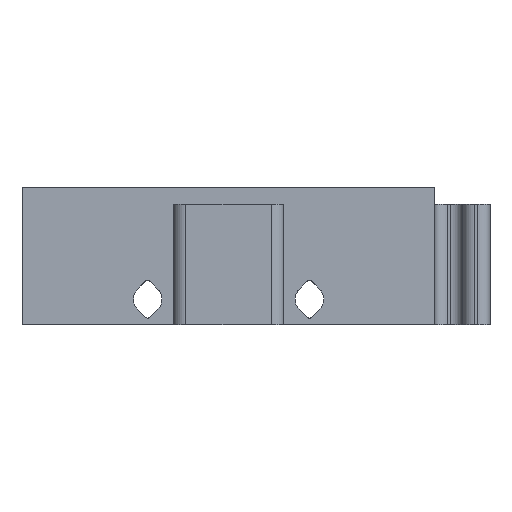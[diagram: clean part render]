
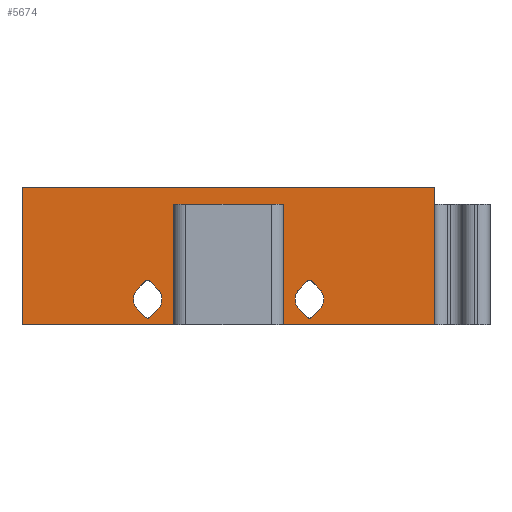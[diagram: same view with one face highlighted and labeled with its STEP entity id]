
A CAD part, left-side view. The second image highlights one B-rep face of the part: STEP entity #5674.
In plain terms, the highlighted planar face has unit normal (-1, 0, 0).
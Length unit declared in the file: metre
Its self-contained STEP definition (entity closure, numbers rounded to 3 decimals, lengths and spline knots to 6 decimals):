
#221=CIRCLE('',#6007,0.002075);
#222=CIRCLE('',#6008,0.0004);
#223=CIRCLE('',#6009,0.002075);
#224=CIRCLE('',#6010,0.0004);
#225=CIRCLE('',#6011,0.002075);
#226=CIRCLE('',#6012,0.0004);
#227=CIRCLE('',#6013,0.002075);
#228=CIRCLE('',#6014,0.0004);
#550=ORIENTED_EDGE('',*,*,#2338,.F.);
#551=ORIENTED_EDGE('',*,*,#2339,.T.);
#552=ORIENTED_EDGE('',*,*,#2340,.F.);
#553=ORIENTED_EDGE('',*,*,#2341,.T.);
#554=ORIENTED_EDGE('',*,*,#2342,.T.);
#555=ORIENTED_EDGE('',*,*,#2343,.T.);
#556=ORIENTED_EDGE('',*,*,#2344,.T.);
#557=ORIENTED_EDGE('',*,*,#2345,.T.);
#558=ORIENTED_EDGE('',*,*,#2287,.F.);
#559=ORIENTED_EDGE('',*,*,#2346,.T.);
#560=ORIENTED_EDGE('',*,*,#2347,.T.);
#561=ORIENTED_EDGE('',*,*,#2348,.F.);
#562=ORIENTED_EDGE('',*,*,#2349,.F.);
#563=ORIENTED_EDGE('',*,*,#2350,.T.);
#564=ORIENTED_EDGE('',*,*,#2351,.T.);
#565=ORIENTED_EDGE('',*,*,#2352,.T.);
#566=ORIENTED_EDGE('',*,*,#2353,.F.);
#567=ORIENTED_EDGE('',*,*,#2354,.T.);
#568=ORIENTED_EDGE('',*,*,#2355,.F.);
#569=ORIENTED_EDGE('',*,*,#2356,.F.);
#570=ORIENTED_EDGE('',*,*,#2357,.F.);
#571=ORIENTED_EDGE('',*,*,#2358,.F.);
#572=ORIENTED_EDGE('',*,*,#2359,.F.);
#573=ORIENTED_EDGE('',*,*,#2360,.T.);
#2287=EDGE_CURVE('',#3180,#3182,#3779,.F.);
#2338=EDGE_CURVE('',#3232,#3233,#3806,.T.);
#2339=EDGE_CURVE('',#3232,#3234,#221,.T.);
#2340=EDGE_CURVE('',#3235,#3234,#3807,.T.);
#2341=EDGE_CURVE('',#3235,#3236,#222,.T.);
#2342=EDGE_CURVE('',#3236,#3237,#3808,.T.);
#2343=EDGE_CURVE('',#3237,#3238,#223,.T.);
#2344=EDGE_CURVE('',#3238,#3239,#3809,.T.);
#2345=EDGE_CURVE('',#3239,#3233,#224,.T.);
#2346=EDGE_CURVE('',#3180,#3240,#3810,.T.);
#2347=EDGE_CURVE('',#3240,#3241,#3811,.F.);
#2348=EDGE_CURVE('',#3242,#3241,#3812,.T.);
#2349=EDGE_CURVE('',#3243,#3242,#3813,.T.);
#2350=EDGE_CURVE('',#3243,#3244,#3814,.F.);
#2351=EDGE_CURVE('',#3244,#3245,#3815,.F.);
#2352=EDGE_CURVE('',#3245,#3182,#3816,.T.);
#2353=EDGE_CURVE('',#3246,#3247,#225,.F.);
#2354=EDGE_CURVE('',#3246,#3248,#3817,.T.);
#2355=EDGE_CURVE('',#3249,#3248,#226,.F.);
#2356=EDGE_CURVE('',#3250,#3249,#3818,.T.);
#2357=EDGE_CURVE('',#3251,#3250,#227,.F.);
#2358=EDGE_CURVE('',#3252,#3251,#3819,.T.);
#2359=EDGE_CURVE('',#3253,#3252,#228,.F.);
#2360=EDGE_CURVE('',#3253,#3247,#3820,.T.);
#3180=VERTEX_POINT('',#7824);
#3182=VERTEX_POINT('',#7827);
#3232=VERTEX_POINT('',#7975);
#3233=VERTEX_POINT('',#7976);
#3234=VERTEX_POINT('',#7978);
#3235=VERTEX_POINT('',#7980);
#3236=VERTEX_POINT('',#7982);
#3237=VERTEX_POINT('',#7984);
#3238=VERTEX_POINT('',#7986);
#3239=VERTEX_POINT('',#7988);
#3240=VERTEX_POINT('',#7991);
#3241=VERTEX_POINT('',#7993);
#3242=VERTEX_POINT('',#7995);
#3243=VERTEX_POINT('',#7997);
#3244=VERTEX_POINT('',#7999);
#3245=VERTEX_POINT('',#8001);
#3246=VERTEX_POINT('',#8004);
#3247=VERTEX_POINT('',#8005);
#3248=VERTEX_POINT('',#8007);
#3249=VERTEX_POINT('',#8009);
#3250=VERTEX_POINT('',#8011);
#3251=VERTEX_POINT('',#8013);
#3252=VERTEX_POINT('',#8015);
#3253=VERTEX_POINT('',#8017);
#3779=LINE('',#7826,#4331);
#3806=LINE('',#7974,#4358);
#3807=LINE('',#7979,#4359);
#3808=LINE('',#7983,#4360);
#3809=LINE('',#7987,#4361);
#3810=LINE('',#7990,#4362);
#3811=LINE('',#7992,#4363);
#3812=LINE('',#7994,#4364);
#3813=LINE('',#7996,#4365);
#3814=LINE('',#7998,#4366);
#3815=LINE('',#8000,#4367);
#3816=LINE('',#8002,#4368);
#3817=LINE('',#8006,#4369);
#3818=LINE('',#8010,#4370);
#3819=LINE('',#8014,#4371);
#3820=LINE('',#8018,#4372);
#4331=VECTOR('',#6430,1.);
#4358=VECTOR('',#6461,1.);
#4359=VECTOR('',#6464,1.);
#4360=VECTOR('',#6467,1.);
#4361=VECTOR('',#6470,1.);
#4362=VECTOR('',#6473,1.);
#4363=VECTOR('',#6474,1.);
#4364=VECTOR('',#6475,1.);
#4365=VECTOR('',#6476,1.);
#4366=VECTOR('',#6477,1.);
#4367=VECTOR('',#6478,1.);
#4368=VECTOR('',#6479,1.);
#4369=VECTOR('',#6482,1.);
#4370=VECTOR('',#6485,1.);
#4371=VECTOR('',#6488,1.);
#4372=VECTOR('',#6491,1.);
#4885=EDGE_LOOP('',(#550,#551,#552,#553,#554,#555,#556,#557));
#4886=EDGE_LOOP('',(#558,#559,#560,#561,#562,#563,#564,#565));
#4887=EDGE_LOOP('',(#566,#567,#568,#569,#570,#571,#572,#573));
#5203=FACE_BOUND('',#4885,.T.);
#5204=FACE_BOUND('',#4886,.T.);
#5205=FACE_BOUND('',#4887,.T.);
#5519=PLANE('',#6006);
#5674=ADVANCED_FACE('',(#5203,#5204,#5205),#5519,.F.);
#6006=AXIS2_PLACEMENT_3D('',#7973,#6459,#6460);
#6007=AXIS2_PLACEMENT_3D('',#7977,#6462,#6463);
#6008=AXIS2_PLACEMENT_3D('',#7981,#6465,#6466);
#6009=AXIS2_PLACEMENT_3D('',#7985,#6468,#6469);
#6010=AXIS2_PLACEMENT_3D('',#7989,#6471,#6472);
#6011=AXIS2_PLACEMENT_3D('',#8003,#6480,#6481);
#6012=AXIS2_PLACEMENT_3D('',#8008,#6483,#6484);
#6013=AXIS2_PLACEMENT_3D('',#8012,#6486,#6487);
#6014=AXIS2_PLACEMENT_3D('',#8016,#6489,#6490);
#6430=DIRECTION('',(0.,1.,0.));
#6459=DIRECTION('',(1.,0.,0.));
#6460=DIRECTION('',(0.,1.,0.));
#6461=DIRECTION('',(0.,-0.707,-0.707));
#6462=DIRECTION('',(1.,0.,0.));
#6463=DIRECTION('',(0.,1.,0.));
#6464=DIRECTION('',(0.,0.707,-0.707));
#6465=DIRECTION('',(1.,0.,0.));
#6466=DIRECTION('',(0.,1.,0.));
#6467=DIRECTION('',(0.,-0.707,-0.707));
#6468=DIRECTION('',(1.,0.,0.));
#6469=DIRECTION('',(0.,1.,0.));
#6470=DIRECTION('',(0.,0.707,-0.707));
#6471=DIRECTION('',(1.,0.,0.));
#6472=DIRECTION('',(0.,1.,0.));
#6473=DIRECTION('',(0.,0.,-1.));
#6474=DIRECTION('',(0.,1.,0.));
#6475=DIRECTION('',(0.,0.,-1.));
#6476=DIRECTION('',(0.,1.,0.));
#6477=DIRECTION('',(0.,0.,1.));
#6478=DIRECTION('',(0.,1.,0.));
#6479=DIRECTION('',(0.,0.,1.));
#6480=DIRECTION('',(1.,0.,0.));
#6481=DIRECTION('',(0.,1.,0.));
#6482=DIRECTION('',(0.,0.707,-0.707));
#6483=DIRECTION('',(1.,0.,0.));
#6484=DIRECTION('',(0.,1.,0.));
#6485=DIRECTION('',(0.,-0.707,-0.707));
#6486=DIRECTION('',(1.,0.,0.));
#6487=DIRECTION('',(0.,1.,0.));
#6488=DIRECTION('',(0.,0.707,-0.707));
#6489=DIRECTION('',(1.,0.,0.));
#6490=DIRECTION('',(0.,1.,0.));
#6491=DIRECTION('',(0.,-0.707,-0.707));
#7824=CARTESIAN_POINT('',(1.410025,1.65,0.38));
#7826=CARTESIAN_POINT('',(1.410025,1.542111,0.38));
#7827=CARTESIAN_POINT('',(1.410025,1.590025,0.38));
#7973=CARTESIAN_POINT('',(1.410025,1.542111,0.38));
#7974=CARTESIAN_POINT('',(1.410025,1.596523,0.325588));
#7975=CARTESIAN_POINT('',(1.410025,1.633201,0.362266));
#7976=CARTESIAN_POINT('',(1.410025,1.632016,0.361082));
#7977=CARTESIAN_POINT('',(1.410025,1.631733,0.363733));
#7978=CARTESIAN_POINT('',(1.410025,1.633201,0.365201));
#7979=CARTESIAN_POINT('',(1.410025,1.580256,0.418145));
#7980=CARTESIAN_POINT('',(1.410025,1.632016,0.366385));
#7981=CARTESIAN_POINT('',(1.410025,1.631733,0.366102));
#7982=CARTESIAN_POINT('',(1.410025,1.631451,0.366385));
#7983=CARTESIAN_POINT('',(1.410025,1.593588,0.328523));
#7984=CARTESIAN_POINT('',(1.410025,1.630266,0.365201));
#7985=CARTESIAN_POINT('',(1.410025,1.631733,0.363733));
#7986=CARTESIAN_POINT('',(1.410025,1.630266,0.362266));
#7987=CARTESIAN_POINT('',(1.410025,1.577322,0.415211));
#7988=CARTESIAN_POINT('',(1.410025,1.631451,0.361082));
#7989=CARTESIAN_POINT('',(1.410025,1.631733,0.361365));
#7990=CARTESIAN_POINT('',(1.410025,1.65,0.38));
#7991=CARTESIAN_POINT('',(1.410025,1.65,0.36));
#7992=CARTESIAN_POINT('',(1.410025,1.662111,0.36));
#7993=CARTESIAN_POINT('',(1.410025,1.625778,0.36));
#7994=CARTESIAN_POINT('',(1.410025,1.625778,0.38));
#7995=CARTESIAN_POINT('',(1.410025,1.625778,0.3775));
#7996=CARTESIAN_POINT('',(1.410025,1.662111,0.3775));
#7997=CARTESIAN_POINT('',(1.410025,1.614222,0.3775));
#7998=CARTESIAN_POINT('',(1.410025,1.614222,0.38));
#7999=CARTESIAN_POINT('',(1.410025,1.614222,0.36));
#8000=CARTESIAN_POINT('',(1.410025,1.542111,0.36));
#8001=CARTESIAN_POINT('',(1.410025,1.590025,0.36));
#8002=CARTESIAN_POINT('',(1.410025,1.590025,0.38));
#8003=CARTESIAN_POINT('',(1.410025,1.608267,0.363733));
#8004=CARTESIAN_POINT('',(1.410025,1.606799,0.362266));
#8005=CARTESIAN_POINT('',(1.410025,1.606799,0.365201));
#8006=CARTESIAN_POINT('',(1.410025,1.565588,0.403477));
#8007=CARTESIAN_POINT('',(1.410025,1.607984,0.361082));
#8008=CARTESIAN_POINT('',(1.410025,1.608267,0.361365));
#8009=CARTESIAN_POINT('',(1.410025,1.608549,0.361082));
#8010=CARTESIAN_POINT('',(1.410025,1.584789,0.337322));
#8011=CARTESIAN_POINT('',(1.410025,1.609734,0.362266));
#8012=CARTESIAN_POINT('',(1.410025,1.608267,0.363733));
#8013=CARTESIAN_POINT('',(1.410025,1.609734,0.365201));
#8014=CARTESIAN_POINT('',(1.410025,1.568523,0.406412));
#8015=CARTESIAN_POINT('',(1.410025,1.608549,0.366385));
#8016=CARTESIAN_POINT('',(1.410025,1.608267,0.366102));
#8017=CARTESIAN_POINT('',(1.410025,1.607984,0.366385));
#8018=CARTESIAN_POINT('',(1.410025,1.581855,0.340256));
